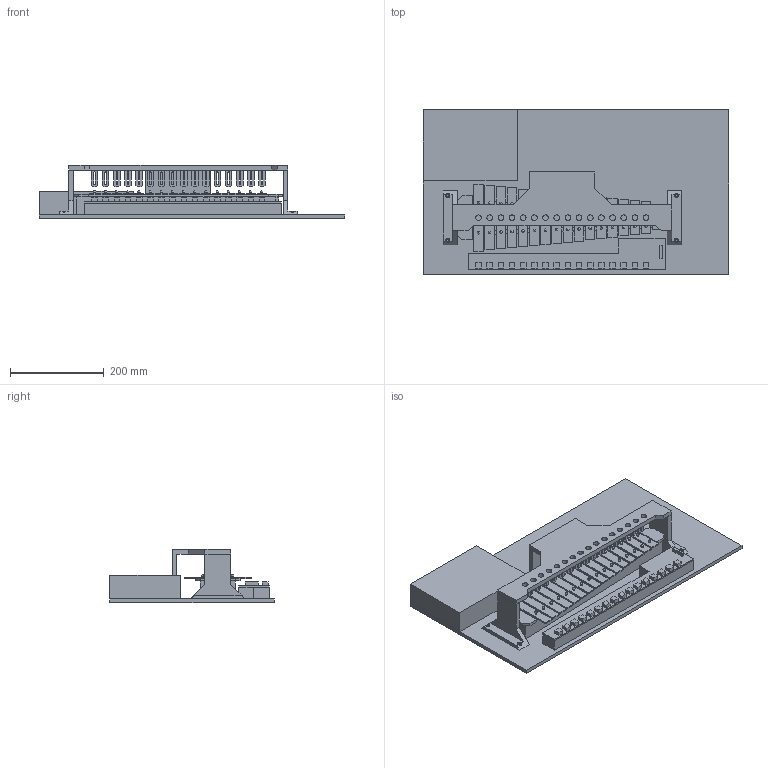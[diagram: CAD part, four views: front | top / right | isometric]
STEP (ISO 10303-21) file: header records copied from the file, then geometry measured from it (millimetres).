
FILE_DESCRIPTION(/* description */ (''),/* implementation_level */ '2;1');
FILE_NAME(/* name */ 'XyloTap.step',/* time_stamp */ '2024-08-28T19:18:55+02:00',/* author */ (''),/* organization */ (''),/* preprocessor_version */ 'ST-DEVELOPER v20',/* originating_system */ 'Autodesk Translation Framework v13.14.0.145',/* authorisation */ '');
FILE_SCHEMA (('AUTOMOTIVE_DESIGN { 1 0 10303 214 3 1 1 }'));
Length unit declared in the file: millimetre
Products named in the file (1): XyloTap
Bounding box: 650 x 350 x 113 mm (x, y, z)
Volume: 4969538.6 mm3; surface area: 1086309.3 mm2
Topology: 91 solids, 91 shells, 718 faces, 1696 edges, 1128 vertices
Faces by surface type: plane 534, cylinder 152, sphere 32
Full cylindrical faces by diameter (mm): 4 x96, 5.1 x4, 8.6 x4, 12 x16
Entity records: 20826 total; most frequent: CARTESIAN_POINT 3511, DIRECTION 3478, ORIENTED_EDGE 3328, EDGE_CURVE 1664, LINE 1288, VECTOR 1288, VERTEX_POINT 1128, AXIS2_PLACEMENT_3D 1095
